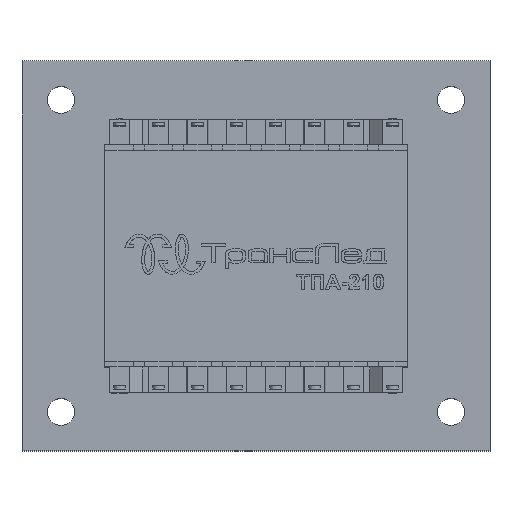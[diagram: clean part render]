
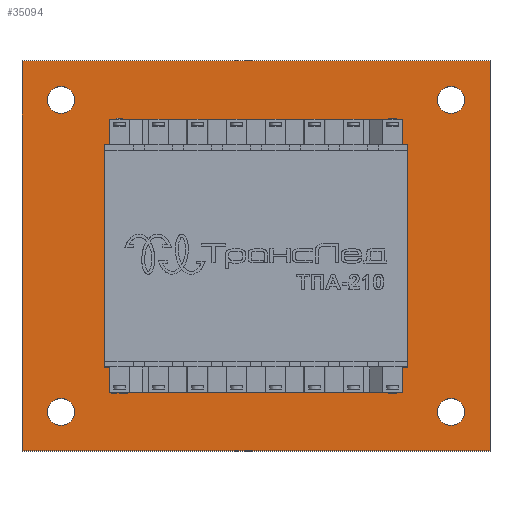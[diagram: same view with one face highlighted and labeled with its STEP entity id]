
A CAD part, top view. The second image highlights one B-rep face of the part: STEP entity #35094.
In plain terms, the highlighted planar face has unit normal (0, 0, 1).
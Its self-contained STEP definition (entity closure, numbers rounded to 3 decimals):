
#1396=FACE_BOUND('',#5018,.T.);
#1397=FACE_BOUND('',#5019,.T.);
#1398=FACE_BOUND('',#5020,.T.);
#1399=FACE_BOUND('',#5021,.T.);
#1400=FACE_BOUND('',#5022,.T.);
#1779=CIRCLE('',#37350,3.5);
#1781=CIRCLE('',#37353,3.5);
#1783=CIRCLE('',#37356,3.5);
#1785=CIRCLE('',#37359,3.5);
#2792=FACE_OUTER_BOUND('',#5017,.T.);
#5017=EDGE_LOOP('',(#25535,#25536,#25537,#25538));
#5018=EDGE_LOOP('',(#25539,#25540,#25541,#25542));
#5019=EDGE_LOOP('',(#25543));
#5020=EDGE_LOOP('',(#25544));
#5021=EDGE_LOOP('',(#25545));
#5022=EDGE_LOOP('',(#25546));
#7478=LINE('',#49671,#11490);
#7481=LINE('',#49677,#11493);
#7484=LINE('',#49683,#11496);
#7487=LINE('',#49687,#11499);
#7494=LINE('',#49719,#11506);
#7497=LINE('',#49725,#11509);
#7500=LINE('',#49731,#11512);
#7503=LINE('',#49735,#11515);
#11490=VECTOR('',#41229,10.);
#11493=VECTOR('',#41234,10.);
#11496=VECTOR('',#41239,10.);
#11499=VECTOR('',#41244,10.);
#11506=VECTOR('',#41277,10.);
#11509=VECTOR('',#41282,10.);
#11512=VECTOR('',#41287,10.);
#11515=VECTOR('',#41292,10.);
#15366=VERTEX_POINT('',#49668);
#15367=VERTEX_POINT('',#49670);
#15369=VERTEX_POINT('',#49676);
#15371=VERTEX_POINT('',#49682);
#15373=VERTEX_POINT('',#49691);
#15375=VERTEX_POINT('',#49697);
#15377=VERTEX_POINT('',#49703);
#15379=VERTEX_POINT('',#49709);
#15382=VERTEX_POINT('',#49716);
#15383=VERTEX_POINT('',#49718);
#15385=VERTEX_POINT('',#49724);
#15387=VERTEX_POINT('',#49730);
#19148=EDGE_CURVE('',#15367,#15366,#7478,.T.);
#19151=EDGE_CURVE('',#15369,#15367,#7481,.T.);
#19154=EDGE_CURVE('',#15371,#15369,#7484,.T.);
#19157=EDGE_CURVE('',#15366,#15371,#7487,.T.);
#19160=EDGE_CURVE('',#15373,#15373,#1779,.T.);
#19163=EDGE_CURVE('',#15375,#15375,#1781,.T.);
#19166=EDGE_CURVE('',#15377,#15377,#1783,.T.);
#19169=EDGE_CURVE('',#15379,#15379,#1785,.T.);
#19172=EDGE_CURVE('',#15383,#15382,#7494,.T.);
#19175=EDGE_CURVE('',#15385,#15383,#7497,.T.);
#19178=EDGE_CURVE('',#15387,#15385,#7500,.T.);
#19181=EDGE_CURVE('',#15382,#15387,#7503,.T.);
#25535=ORIENTED_EDGE('',*,*,#19181,.T.);
#25536=ORIENTED_EDGE('',*,*,#19178,.T.);
#25537=ORIENTED_EDGE('',*,*,#19175,.T.);
#25538=ORIENTED_EDGE('',*,*,#19172,.T.);
#25539=ORIENTED_EDGE('',*,*,#19154,.T.);
#25540=ORIENTED_EDGE('',*,*,#19151,.T.);
#25541=ORIENTED_EDGE('',*,*,#19148,.T.);
#25542=ORIENTED_EDGE('',*,*,#19157,.T.);
#25543=ORIENTED_EDGE('',*,*,#19169,.T.);
#25544=ORIENTED_EDGE('',*,*,#19166,.T.);
#25545=ORIENTED_EDGE('',*,*,#19163,.T.);
#25546=ORIENTED_EDGE('',*,*,#19160,.T.);
#33621=PLANE('',#37364);
#35094=ADVANCED_FACE('',(#2792,#1396,#1397,#1398,#1399,#1400),#33621,.T.);
#37350=AXIS2_PLACEMENT_3D('',#49693,#41250,#41251);
#37353=AXIS2_PLACEMENT_3D('',#49699,#41257,#41258);
#37356=AXIS2_PLACEMENT_3D('',#49705,#41264,#41265);
#37359=AXIS2_PLACEMENT_3D('',#49711,#41271,#41272);
#37364=AXIS2_PLACEMENT_3D('',#49736,#41293,#41294);
#41229=DIRECTION('',(0.,1.,0.));
#41234=DIRECTION('',(-1.,0.,0.));
#41239=DIRECTION('',(0.,-1.,0.));
#41244=DIRECTION('',(1.,0.,0.));
#41250=DIRECTION('center_axis',(0.,0.,-1.));
#41251=DIRECTION('ref_axis',(-1.,0.,0.));
#41257=DIRECTION('center_axis',(0.,0.,-1.));
#41258=DIRECTION('ref_axis',(-1.,0.,0.));
#41264=DIRECTION('center_axis',(0.,0.,-1.));
#41265=DIRECTION('ref_axis',(-1.,0.,0.));
#41271=DIRECTION('center_axis',(0.,0.,-1.));
#41272=DIRECTION('ref_axis',(-1.,0.,0.));
#41277=DIRECTION('',(0.,1.,0.));
#41282=DIRECTION('',(1.,0.,0.));
#41287=DIRECTION('',(0.,-1.,0.));
#41292=DIRECTION('',(-1.,0.,0.));
#41293=DIRECTION('center_axis',(0.,0.,1.));
#41294=DIRECTION('ref_axis',(-1.,0.,0.));
#49668=CARTESIAN_POINT('',(83.25,125.,40.7));
#49670=CARTESIAN_POINT('',(83.25,75.,40.7));
#49671=CARTESIAN_POINT('',(83.25,112.5,40.7));
#49676=CARTESIAN_POINT('',(156.75,75.,40.7));
#49677=CARTESIAN_POINT('',(101.625,75.,40.7));
#49682=CARTESIAN_POINT('',(156.75,125.,40.7));
#49683=CARTESIAN_POINT('',(156.75,87.5,40.7));
#49687=CARTESIAN_POINT('',(138.375,125.,40.7));
#49691=CARTESIAN_POINT('',(73.5,60.,40.7));
#49693=CARTESIAN_POINT('Origin',(70.,60.,40.7));
#49697=CARTESIAN_POINT('',(173.5,140.,40.7));
#49699=CARTESIAN_POINT('Origin',(170.,140.,40.7));
#49703=CARTESIAN_POINT('',(173.5,60.,40.7));
#49705=CARTESIAN_POINT('Origin',(170.,60.,40.7));
#49709=CARTESIAN_POINT('',(73.5,140.,40.7));
#49711=CARTESIAN_POINT('Origin',(70.,140.,40.7));
#49716=CARTESIAN_POINT('',(180.,150.,40.7));
#49718=CARTESIAN_POINT('',(180.,50.,40.7));
#49719=CARTESIAN_POINT('',(180.,150.,40.7));
#49724=CARTESIAN_POINT('',(60.,50.,40.7));
#49725=CARTESIAN_POINT('',(180.,50.,40.7));
#49730=CARTESIAN_POINT('',(60.,150.,40.7));
#49731=CARTESIAN_POINT('',(60.,50.,40.7));
#49735=CARTESIAN_POINT('',(60.,150.,40.7));
#49736=CARTESIAN_POINT('Origin',(120.,100.,40.7));
